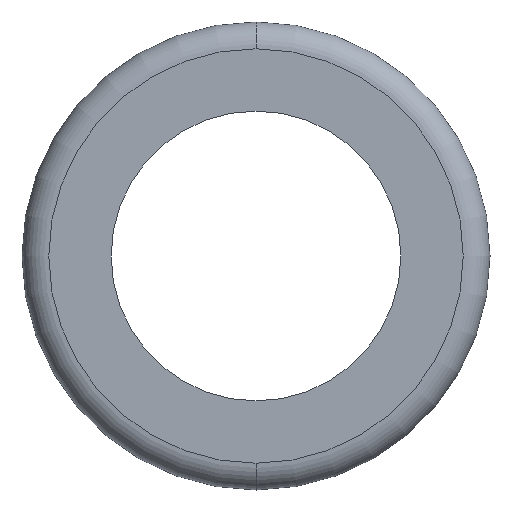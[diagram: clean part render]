
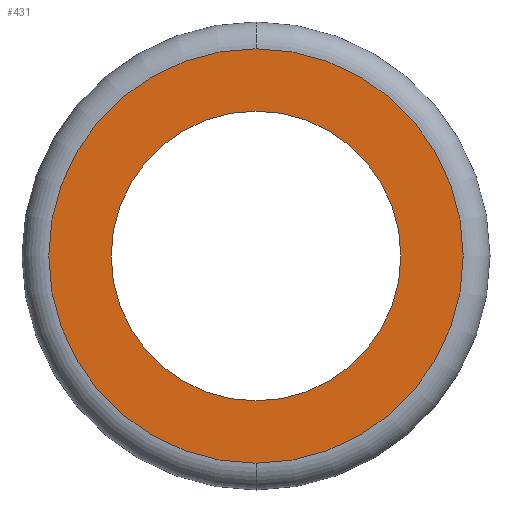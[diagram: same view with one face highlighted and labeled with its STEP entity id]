
A CAD part, front view. The second image highlights one B-rep face of the part: STEP entity #431.
In plain terms, the highlighted planar face has unit normal (0, -1, 0).
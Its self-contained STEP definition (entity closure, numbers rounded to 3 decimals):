
#86 = DIRECTION ( 'NONE',  ( 0., 0., -1. ) ) ;
#87 = DIRECTION ( 'NONE',  ( 0., -1., 0. ) ) ;
#88 = AXIS2_PLACEMENT_3D ( 'NONE', #94, #87, #86 ) ;
#89 = CIRCLE ( 'NONE', #88, 6.5 ) ;
#94 = CARTESIAN_POINT ( 'NONE',  ( 0., 0., 0. ) ) ;
#120 = CARTESIAN_POINT ( 'NONE',  ( 0., 0., 9.3 ) ) ;
#121 = CARTESIAN_POINT ( 'NONE',  ( 0., 0., -9.3 ) ) ;
#122 = DIRECTION ( 'NONE',  ( 0., 0., 1. ) ) ;
#123 = DIRECTION ( 'NONE',  ( 0., -1., 0. ) ) ;
#124 = CARTESIAN_POINT ( 'NONE',  ( 0., 0., 0. ) ) ;
#125 = AXIS2_PLACEMENT_3D ( 'NONE', #124, #123, #122 ) ;
#126 = CIRCLE ( 'NONE', #125, 9.3 ) ;
#143 = AXIS2_PLACEMENT_3D ( 'NONE', #204, #203, #202 ) ;
#144 = PLANE ( 'NONE',  #143 ) ;
#145 = CARTESIAN_POINT ( 'NONE',  ( 0., 0., 0. ) ) ;
#146 = FACE_BOUND ( 'NONE', #368, .T. ) ;
#147 = FACE_OUTER_BOUND ( 'NONE', #432, .T. ) ;
#170 = DIRECTION ( 'NONE',  ( 0., 0., 1. ) ) ;
#171 = DIRECTION ( 'NONE',  ( 0., -1., 0. ) ) ;
#172 = DIRECTION ( 'NONE',  ( 0., 0., -1. ) ) ;
#173 = DIRECTION ( 'NONE',  ( 0., -1., 0. ) ) ;
#174 = CARTESIAN_POINT ( 'NONE',  ( 0., 0., 0. ) ) ;
#175 = AXIS2_PLACEMENT_3D ( 'NONE', #174, #173, #172 ) ;
#176 = CIRCLE ( 'NONE', #175, 6.5 ) ;
#177 = CARTESIAN_POINT ( 'NONE',  ( 0., 0., 6.5 ) ) ;
#199 = AXIS2_PLACEMENT_3D ( 'NONE', #145, #171, #170 ) ;
#200 = CIRCLE ( 'NONE', #199, 9.3 ) ;
#202 = DIRECTION ( 'NONE',  ( 0., 0., 1. ) ) ;
#203 = DIRECTION ( 'NONE',  ( 0., 1., 0. ) ) ;
#204 = CARTESIAN_POINT ( 'NONE',  ( -6.5, 0., 0. ) ) ;
#207 = CARTESIAN_POINT ( 'NONE',  ( 0., 0., -6.5 ) ) ;
#365 = ORIENTED_EDGE ( 'NONE', *, *, #464, .F. ) ;
#368 = EDGE_LOOP ( 'NONE', ( #369, #365 ) ) ;
#369 = ORIENTED_EDGE ( 'NONE', *, *, #370, .F. ) ;
#370 = EDGE_CURVE ( 'NONE', #465, #462, #89, .T. ) ;
#409 = EDGE_CURVE ( 'NONE', #410, #411, #126, .T. ) ;
#410 = VERTEX_POINT ( 'NONE', #121 ) ;
#411 = VERTEX_POINT ( 'NONE', #120 ) ;
#431 = ADVANCED_FACE ( 'NONE', ( #147, #146 ), #144, .F. ) ;
#432 = EDGE_LOOP ( 'NONE', ( #433, #454 ) ) ;
#433 = ORIENTED_EDGE ( 'NONE', *, *, #434, .T. ) ;
#434 = EDGE_CURVE ( 'NONE', #411, #410, #200, .T. ) ;
#454 = ORIENTED_EDGE ( 'NONE', *, *, #409, .T. ) ;
#462 = VERTEX_POINT ( 'NONE', #177 ) ;
#464 = EDGE_CURVE ( 'NONE', #462, #465, #176, .T. ) ;
#465 = VERTEX_POINT ( 'NONE', #207 ) ;
